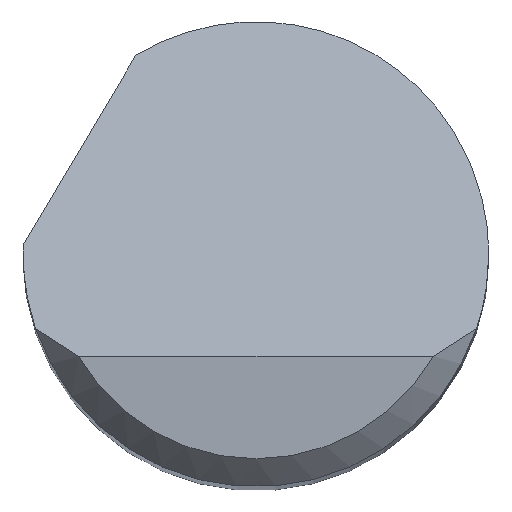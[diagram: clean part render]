
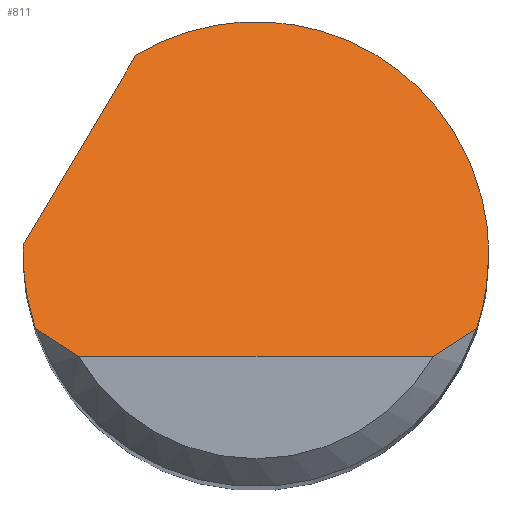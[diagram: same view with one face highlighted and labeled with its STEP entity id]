
A CAD part, top view. The second image highlights one B-rep face of the part: STEP entity #811.
In plain terms, the highlighted planar face has unit normal (0, 0.707, 0.707).
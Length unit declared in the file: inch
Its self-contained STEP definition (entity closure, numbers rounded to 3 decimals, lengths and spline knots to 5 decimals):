
#1 = CARTESIAN_POINT ( 'NONE',  ( -0.125, -0.055, 2. ) ) ;
#20 = EDGE_CURVE ( 'NONE', #756, #290, #64, .T. ) ;
#23 = DIRECTION ( 'NONE',  ( 0., -0.707, -0.707 ) ) ;
#25 = CARTESIAN_POINT ( 'NONE',  ( -0.125, -0.01363, 1.95863 ) ) ;
#36 = EDGE_LOOP ( 'NONE', ( #366, #457, #697, #84, #255, #655, #830, #450 ) ) ;
#42 = CARTESIAN_POINT ( 'NONE',  ( 0.11107, -0.04528, 1.99028 ) ) ;
#64 =( BOUNDED_CURVE ( )  B_SPLINE_CURVE ( 3, ( #440, #649, #581, #856 ),
 .UNSPECIFIED., .F., .T. ) 
 B_SPLINE_CURVE_WITH_KNOTS ( ( 4, 4 ),
 ( 1.5708, 1.89653 ),
 .UNSPECIFIED. ) 
 CURVE ( )  GEOMETRIC_REPRESENTATION_ITEM ( )  RATIONAL_B_SPLINE_CURVE ( ( 1., 0.991, 0.991, 1. ) ) 
 REPRESENTATION_ITEM ( '' )  );
#84 = ORIENTED_EDGE ( 'NONE', *, *, #495, .F. ) ;
#90 = EDGE_CURVE ( 'NONE', #481, #407, #342, .T. ) ;
#105 = VECTOR ( 'NONE', #746, 39.37008 ) ;
#108 = VERTEX_POINT ( 'NONE', #680 ) ;
#119 =( BOUNDED_CURVE ( )  B_SPLINE_CURVE ( 3, ( #766, #304, #155, #437 ),
 .UNSPECIFIED., .F., .F. ) 
 B_SPLINE_CURVE_WITH_KNOTS ( ( 4, 4 ),
 ( 5.74227, 7.85398 ),
 .UNSPECIFIED. ) 
 CURVE ( )  GEOMETRIC_REPRESENTATION_ITEM ( )  RATIONAL_B_SPLINE_CURVE ( ( 1., 0.662, 0.662, 1. ) ) 
 REPRESENTATION_ITEM ( '' )  );
#131 = LINE ( 'NONE', #424, #355 ) ;
#136 = CARTESIAN_POINT ( 'NONE',  ( -0.125, 0., 1.945 ) ) ;
#153 = CARTESIAN_POINT ( 'NONE',  ( -0.125, 0.00167, 1.94333 ) ) ;
#155 = CARTESIAN_POINT ( 'NONE',  ( 0.125, 0.10961, 1.83539 ) ) ;
#176 = CARTESIAN_POINT ( 'NONE',  ( -0.11107, -0.04528, 1.99028 ) ) ;
#186 = VERTEX_POINT ( 'NONE', #136 ) ;
#189 = EDGE_CURVE ( 'NONE', #321, #108, #131, .T. ) ;
#192 = CARTESIAN_POINT ( 'NONE',  ( -0.06437, 0.10715, 1.83785 ) ) ;
#205 =( BOUNDED_CURVE ( )  B_SPLINE_CURVE ( 3, ( #764, #153, #365, #759 ),
 .UNSPECIFIED., .F., .F. ) 
 B_SPLINE_CURVE_WITH_KNOTS ( ( 4, 4 ),
 ( 4.71239, 4.7524 ),
 .UNSPECIFIED. ) 
 CURVE ( )  GEOMETRIC_REPRESENTATION_ITEM ( )  RATIONAL_B_SPLINE_CURVE ( ( 1., 1., 1., 1. ) ) 
 REPRESENTATION_ITEM ( '' )  );
#229 = CARTESIAN_POINT ( 'NONE',  ( -0.125, 0., 1.945 ) ) ;
#231 = CARTESIAN_POINT ( 'NONE',  ( -0.10339, -0.05031, 1.99531 ) ) ;
#253 = CARTESIAN_POINT ( 'NONE',  ( -0.15516, -0.04606, 1.99106 ) ) ;
#255 = ORIENTED_EDGE ( 'NONE', *, *, #90, .F. ) ;
#290 = VERTEX_POINT ( 'NONE', #295 ) ;
#295 = CARTESIAN_POINT ( 'NONE',  ( 0.11843, -0.04, 1.985 ) ) ;
#304 = CARTESIAN_POINT ( 'NONE',  ( 0.0296, 0.1636, 1.7814 ) ) ;
#321 = VERTEX_POINT ( 'NONE', #647 ) ;
#342 = LINE ( 'NONE', #253, #105 ) ;
#355 = VECTOR ( 'NONE', #819, 39.37008 ) ;
#365 = CARTESIAN_POINT ( 'NONE',  ( -0.12497, 0.00333, 1.94167 ) ) ;
#366 = ORIENTED_EDGE ( 'NONE', *, *, #189, .T. ) ;
#370 = CARTESIAN_POINT ( 'NONE',  ( 0.125, 0., 1.945 ) ) ;
#377 = CARTESIAN_POINT ( 'NONE',  ( 0.09526, -0.055, 2. ) ) ;
#407 = VERTEX_POINT ( 'NONE', #192 ) ;
#424 = CARTESIAN_POINT ( 'NONE',  ( 0., -0.055, 2. ) ) ;
#427 = CARTESIAN_POINT ( 'NONE',  ( -0.11843, -0.04, 1.985 ) ) ;
#437 = CARTESIAN_POINT ( 'NONE',  ( 0.125, 0., 1.945 ) ) ;
#440 = CARTESIAN_POINT ( 'NONE',  ( 0.125, 0., 1.945 ) ) ;
#450 = ORIENTED_EDGE ( 'NONE', *, *, #885, .T. ) ;
#453 = CARTESIAN_POINT ( 'NONE',  ( -0.11843, -0.04, 1.985 ) ) ;
#457 = ORIENTED_EDGE ( 'NONE', *, *, #881, .T. ) ;
#481 = VERTEX_POINT ( 'NONE', #694 ) ;
#495 = EDGE_CURVE ( 'NONE', #407, #756, #119, .T. ) ;
#522 = AXIS2_PLACEMENT_3D ( 'NONE', #1, #23, #847 ) ;
#531 = EDGE_CURVE ( 'NONE', #880, #186, #832, .T. ) ;
#532 = CARTESIAN_POINT ( 'NONE',  ( 0.11843, -0.04, 1.985 ) ) ;
#581 = CARTESIAN_POINT ( 'NONE',  ( 0.12279, -0.02708, 1.97208 ) ) ;
#637 = B_SPLINE_CURVE_WITH_KNOTS ( 'NONE', 3,
 ( #377, #662, #42, #532 ),
 .UNSPECIFIED., .F., .F.,
 ( 4, 4 ),
 ( 0., 0.0008 ),
 .UNSPECIFIED. ) ;
#647 = CARTESIAN_POINT ( 'NONE',  ( -0.09526, -0.055, 2. ) ) ;
#648 = CARTESIAN_POINT ( 'NONE',  ( -0.11843, -0.04, 1.985 ) ) ;
#649 = CARTESIAN_POINT ( 'NONE',  ( 0.125, -0.01363, 1.95863 ) ) ;
#655 = ORIENTED_EDGE ( 'NONE', *, *, #752, .F. ) ;
#662 = CARTESIAN_POINT ( 'NONE',  ( 0.10339, -0.05031, 1.99531 ) ) ;
#680 = CARTESIAN_POINT ( 'NONE',  ( 0.09526, -0.055, 2. ) ) ;
#694 = CARTESIAN_POINT ( 'NONE',  ( -0.1249, 0.005, 1.94 ) ) ;
#697 = ORIENTED_EDGE ( 'NONE', *, *, #20, .F. ) ;
#706 = FACE_OUTER_BOUND ( 'NONE', #36, .T. ) ;
#746 = DIRECTION ( 'NONE',  ( 0.386, 0.652, -0.652 ) ) ;
#752 = EDGE_CURVE ( 'NONE', #186, #481, #205, .T. ) ;
#756 = VERTEX_POINT ( 'NONE', #370 ) ;
#759 = CARTESIAN_POINT ( 'NONE',  ( -0.1249, 0.005, 1.94 ) ) ;
#761 = CARTESIAN_POINT ( 'NONE',  ( -0.12279, -0.02708, 1.97208 ) ) ;
#764 = CARTESIAN_POINT ( 'NONE',  ( -0.125, 0., 1.945 ) ) ;
#766 = CARTESIAN_POINT ( 'NONE',  ( -0.06437, 0.10715, 1.83785 ) ) ;
#770 = PLANE ( 'NONE',  #522 ) ;
#800 = CARTESIAN_POINT ( 'NONE',  ( -0.09526, -0.055, 2. ) ) ;
#811 = ADVANCED_FACE ( 'NONE', ( #706 ), #770, .F. ) ;
#819 = DIRECTION ( 'NONE',  ( 1., 0., 0. ) ) ;
#830 = ORIENTED_EDGE ( 'NONE', *, *, #531, .F. ) ;
#832 =( BOUNDED_CURVE ( )  B_SPLINE_CURVE ( 3, ( #427, #761, #25, #229 ),
 .UNSPECIFIED., .F., .F. ) 
 B_SPLINE_CURVE_WITH_KNOTS ( ( 4, 4 ),
 ( 4.38666, 4.71239 ),
 .UNSPECIFIED. ) 
 CURVE ( )  GEOMETRIC_REPRESENTATION_ITEM ( )  RATIONAL_B_SPLINE_CURVE ( ( 1., 0.991, 0.991, 1. ) ) 
 REPRESENTATION_ITEM ( '' )  );
#843 = B_SPLINE_CURVE_WITH_KNOTS ( 'NONE', 3,
 ( #648, #176, #231, #800 ),
 .UNSPECIFIED., .F., .F.,
 ( 4, 4 ),
 ( 0., 0.0008 ),
 .UNSPECIFIED. ) ;
#847 = DIRECTION ( 'NONE',  ( 0., 0.707, -0.707 ) ) ;
#856 = CARTESIAN_POINT ( 'NONE',  ( 0.11843, -0.04, 1.985 ) ) ;
#880 = VERTEX_POINT ( 'NONE', #453 ) ;
#881 = EDGE_CURVE ( 'NONE', #108, #290, #637, .T. ) ;
#885 = EDGE_CURVE ( 'NONE', #880, #321, #843, .T. ) ;
